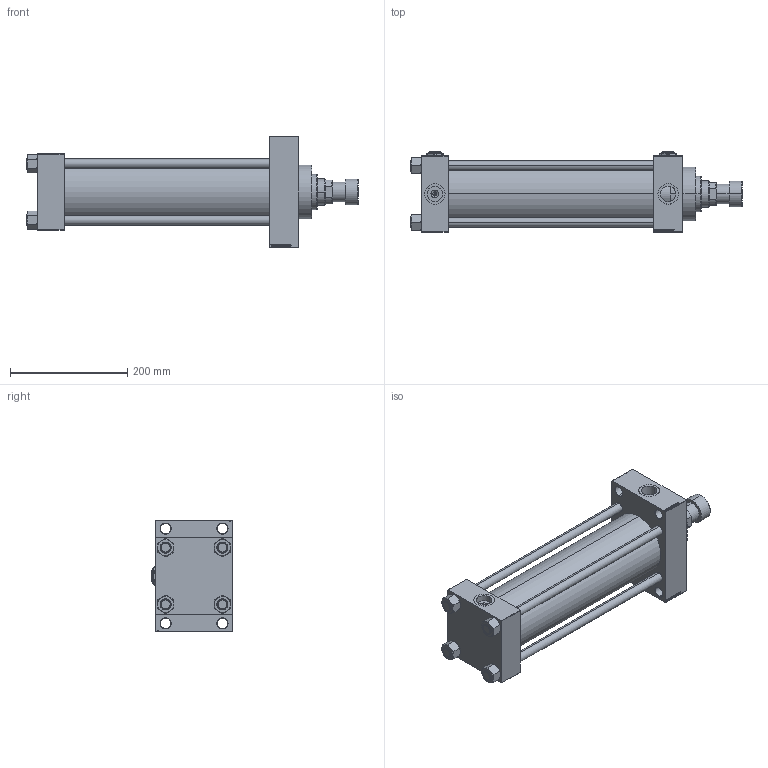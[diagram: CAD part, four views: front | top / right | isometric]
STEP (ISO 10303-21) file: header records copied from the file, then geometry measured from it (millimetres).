
FILE_DESCRIPTION (( 'STEP AP203' ), '1' );
FILE_NAME ('598b.STEP', '2023-06-16T14:31:12', ( '' ), ( '' ), 'SwSTEP 2.0', 'SolidWorks 2019', '' );
FILE_SCHEMA (( 'CONFIG_CONTROL_DESIGN' ));
Length unit declared in the file: millimetre
Products named in the file (8): V215CD_NUT_M5_D f9b69e79635fe401263f0384ec27aa38; V215CD_VC_A f9b69e79635fe401263f0384ec27aa38; V215CD_D_TYCINKA f9b69e79635fe401263f0384ec27aa38; V215CD_D_Body f9b69e79635fe401263f0384ec27aa38; V215CR_ROD_END_F f9b69e79635fe401263f0384ec27aa38; Zatka_pro_OIL_PORT f9b69e79635fe401263f0384ec27aa38; V215CD_VCP_D f9b69e79635fe401263f0384ec27aa38; 598b
Assembly tree (14 placements, depth 2):
  598b
    V215CD_D_Body f9b69e79635fe401263f0384ec27aa38
    V215CD_VC_A f9b69e79635fe401263f0384ec27aa38
    V215CD_VCP_D f9b69e79635fe401263f0384ec27aa38
    V215CD_D_TYCINKA f9b69e79635fe401263f0384ec27aa38  x4
    V215CD_NUT_M5_D f9b69e79635fe401263f0384ec27aa38  x4
    V215CR_ROD_END_F f9b69e79635fe401263f0384ec27aa38
    Zatka_pro_OIL_PORT f9b69e79635fe401263f0384ec27aa38  x2
Bounding box: 567 x 137 x 190 mm (x, y, z)
Volume: 3570726.5 mm3; surface area: 647262.5 mm2
Topology: 14 solids, 14 shells, 1265 faces, 3162 edges, 2042 vertices
Faces by surface type: plane 596, bspline 368, cone 186, cylinder 103, torus 12
Entity records: 50238 total; most frequent: CARTESIAN_POINT 25929, ORIENTED_EDGE 5396, DIRECTION 3598, EDGE_CURVE 2698, VERTEX_POINT 1762, LINE 1576, VECTOR 1576, EDGE_LOOP 1206
